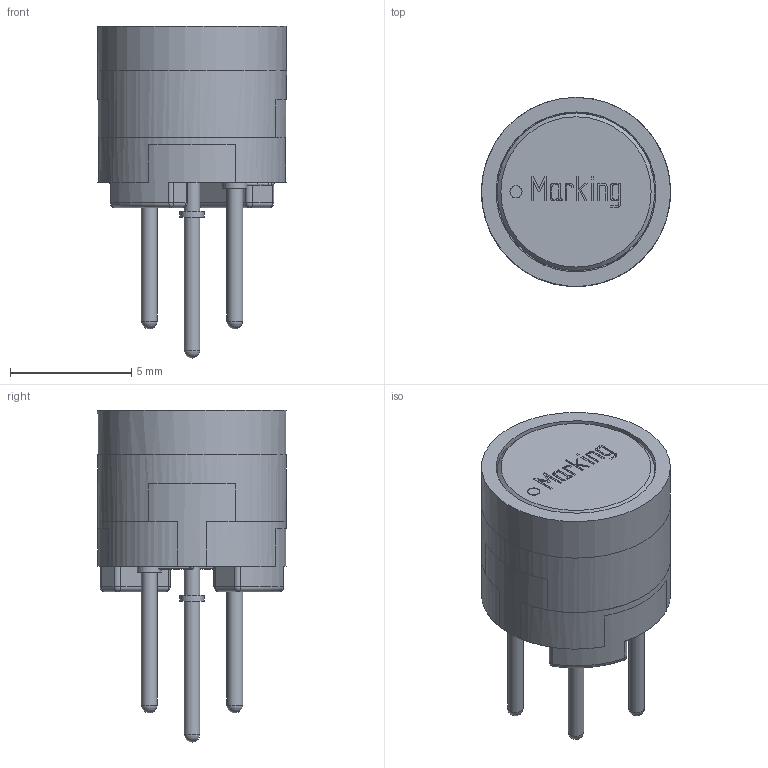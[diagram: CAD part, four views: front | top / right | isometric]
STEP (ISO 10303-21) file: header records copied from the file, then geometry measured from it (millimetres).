
FILE_DESCRIPTION( ( 'Unknown' ), '1' );
FILE_NAME( '744731xxx.stp', 'Unknown', ( 'Unknown' ), ( 'Unknown' ), 'PSStep 13.0', 'Unknown', ' ' );
FILE_SCHEMA( ( 'AUTOMOTIVE_DESIGN { 1 0 10303 214 1 1 1 1 }' ) );
Length unit declared in the file: millimetre
Products named in the file (5): Assem1; Kern; Schirmring; Pin
Bounding box: 7.8 x 7.8 x 13.7 mm (x, y, z)
Volume: 460.5 mm3; surface area: 1459.1 mm2
Topology: 9 solids, 9 shells, 325 faces, 775 edges, 483 vertices
Faces by surface type: plane 179, cylinder 59, bspline 34, extrusion 28, sphere 19, torus 4, cone 2
Full cylindrical faces by diameter (mm): 0.5 x2, 0.65 x10, 1 x3, 3.6 x2, 6.5 x2, 6.6 x2, 7.8 x2
Entity records: 11985 total; most frequent: CARTESIAN_POINT 7454, ORIENTED_EDGE 668, DIRECTION 549, EDGE_CURVE 334, VERTEX_POINT 227, AXIS2_PLACEMENT_3D 209, EDGE_LOOP 205, FACE_OUTER_BOUND 186
